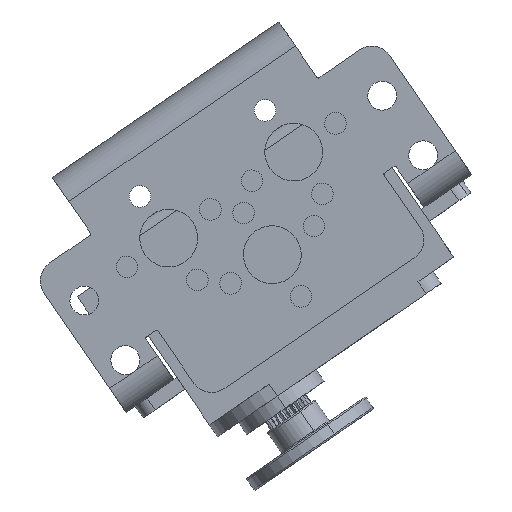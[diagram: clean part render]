
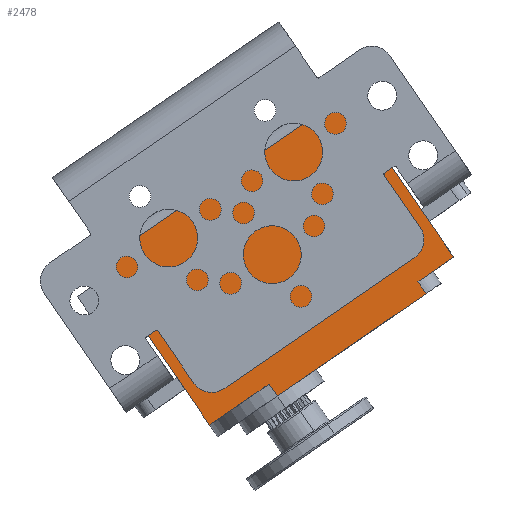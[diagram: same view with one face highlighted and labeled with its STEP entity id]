
A CAD part, front view. The second image highlights one B-rep face of the part: STEP entity #2478.
In plain terms, the highlighted planar face has unit normal (0, -1, 0).
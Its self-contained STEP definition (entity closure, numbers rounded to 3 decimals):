
#72 = DIRECTION ( 'NONE',  ( -0.824, 0., -0.567 ) ) ;
#133 = EDGE_CURVE ( 'NONE', #6199, #2378, #8974, .T. ) ;
#146 = LINE ( 'NONE', #8436, #4022 ) ;
#696 = LINE ( 'NONE', #3046, #6769 ) ;
#728 = VECTOR ( 'NONE', #4293, 1000. ) ;
#790 = ORIENTED_EDGE ( 'NONE', *, *, #5298, .F. ) ;
#905 = ORIENTED_EDGE ( 'NONE', *, *, #1318, .F. ) ;
#1125 = VERTEX_POINT ( 'NONE', #2561 ) ;
#1227 = VECTOR ( 'NONE', #3013, 1000. ) ;
#1307 = CARTESIAN_POINT ( 'NONE',  ( -36.033, 35.5, 54.638 ) ) ;
#1318 = EDGE_CURVE ( 'NONE', #2378, #5966, #696, .T. ) ;
#1576 = VECTOR ( 'NONE', #1972, 1000. ) ;
#1646 = EDGE_CURVE ( 'NONE', #5094, #9157, #8608, .T. ) ;
#1739 = EDGE_LOOP ( 'NONE', ( #3701, #4853, #5326, #3198, #905, #8866, #790, #9156 ) ) ;
#1906 = CARTESIAN_POINT ( 'NONE',  ( -34.9, 35.5, 52.99 ) ) ;
#1972 = DIRECTION ( 'NONE',  ( 0.567, 0., -0.824 ) ) ;
#2239 = LINE ( 'NONE', #7369, #5071 ) ;
#2274 = DIRECTION ( 'NONE',  ( 0.824, 0., 0.567 ) ) ;
#2378 = VERTEX_POINT ( 'NONE', #9034 ) ;
#2478 = ADVANCED_FACE ( 'NONE', ( #3310 ), #4288, .T. ) ;
#2561 = CARTESIAN_POINT ( 'NONE',  ( -1.12, 35.5, 76.227 ) ) ;
#2607 = VERTEX_POINT ( 'NONE', #5929 ) ;
#2854 = CARTESIAN_POINT ( 'NONE',  ( -9.565, 35.5, 70.418 ) ) ;
#2909 = CARTESIAN_POINT ( 'NONE',  ( 9.239, 35.5, 50.582 ) ) ;
#3013 = DIRECTION ( 'NONE',  ( 0.567, 0., -0.824 ) ) ;
#3046 = CARTESIAN_POINT ( 'NONE',  ( 10.372, 35.5, 48.934 ) ) ;
#3140 = EDGE_CURVE ( 'NONE', #4283, #5966, #3225, .T. ) ;
#3198 = ORIENTED_EDGE ( 'NONE', *, *, #3140, .T. ) ;
#3225 = LINE ( 'NONE', #6146, #6819 ) ;
#3277 = DIRECTION ( 'NONE',  ( 0.567, 0., -0.824 ) ) ;
#3310 = FACE_OUTER_BOUND ( 'NONE', #1739, .T. ) ;
#3443 = CARTESIAN_POINT ( 'NONE',  ( -19.597, 35.5, 30.745 ) ) ;
#3623 = CARTESIAN_POINT ( 'NONE',  ( -11.359, 35.5, 36.413 ) ) ;
#3701 = ORIENTED_EDGE ( 'NONE', *, *, #5656, .F. ) ;
#4022 = VECTOR ( 'NONE', #7531, 1000. ) ;
#4283 = VERTEX_POINT ( 'NONE', #3623 ) ;
#4288 = PLANE ( 'NONE',  #4517 ) ;
#4293 = DIRECTION ( 'NONE',  ( -0.824, 0., -0.567 ) ) ;
#4517 = AXIS2_PLACEMENT_3D ( 'NONE', #9444, #7722, #7939 ) ;
#4853 = ORIENTED_EDGE ( 'NONE', *, *, #1646, .T. ) ;
#5071 = VECTOR ( 'NONE', #5446, 1000. ) ;
#5094 = VERTEX_POINT ( 'NONE', #1906 ) ;
#5298 = EDGE_CURVE ( 'NONE', #2607, #6199, #2239, .T. ) ;
#5326 = ORIENTED_EDGE ( 'NONE', *, *, #8445, .F. ) ;
#5446 = DIRECTION ( 'NONE',  ( -0.824, 0., -0.567 ) ) ;
#5647 = LINE ( 'NONE', #3443, #728 ) ;
#5656 = EDGE_CURVE ( 'NONE', #5094, #1125, #5925, .T. ) ;
#5925 = LINE ( 'NONE', #2854, #7087 ) ;
#5929 = CARTESIAN_POINT ( 'NONE',  ( 14.182, 35.5, 53.982 ) ) ;
#5966 = VERTEX_POINT ( 'NONE', #8740 ) ;
#6146 = CARTESIAN_POINT ( 'NONE',  ( -11.359, 35.5, 36.413 ) ) ;
#6199 = VERTEX_POINT ( 'NONE', #6955 ) ;
#6769 = VECTOR ( 'NONE', #72, 1000. ) ;
#6819 = VECTOR ( 'NONE', #3277, 1000. ) ;
#6955 = CARTESIAN_POINT ( 'NONE',  ( 9.239, 35.5, 50.582 ) ) ;
#7087 = VECTOR ( 'NONE', #2274, 1000. ) ;
#7369 = CARTESIAN_POINT ( 'NONE',  ( -19.597, 35.5, 30.745 ) ) ;
#7531 = DIRECTION ( 'NONE',  ( 0.567, 0., -0.824 ) ) ;
#7722 = DIRECTION ( 'NONE',  ( 0., -1., 0. ) ) ;
#7939 = DIRECTION ( 'NONE',  ( -0.824, 0., -0.567 ) ) ;
#8181 = CARTESIAN_POINT ( 'NONE',  ( -19.597, 35.5, 30.745 ) ) ;
#8257 = EDGE_CURVE ( 'NONE', #1125, #2607, #146, .T. ) ;
#8436 = CARTESIAN_POINT ( 'NONE',  ( -2.254, 35.5, 77.875 ) ) ;
#8445 = EDGE_CURVE ( 'NONE', #4283, #9157, #5647, .T. ) ;
#8608 = LINE ( 'NONE', #1307, #1576 ) ;
#8740 = CARTESIAN_POINT ( 'NONE',  ( -10.225, 35.5, 34.765 ) ) ;
#8866 = ORIENTED_EDGE ( 'NONE', *, *, #133, .F. ) ;
#8974 = LINE ( 'NONE', #2909, #1227 ) ;
#9034 = CARTESIAN_POINT ( 'NONE',  ( 10.372, 35.5, 48.934 ) ) ;
#9156 = ORIENTED_EDGE ( 'NONE', *, *, #8257, .F. ) ;
#9157 = VERTEX_POINT ( 'NONE', #8181 ) ;
#9444 = CARTESIAN_POINT ( 'NONE',  ( -2.254, 35.5, 77.875 ) ) ;
